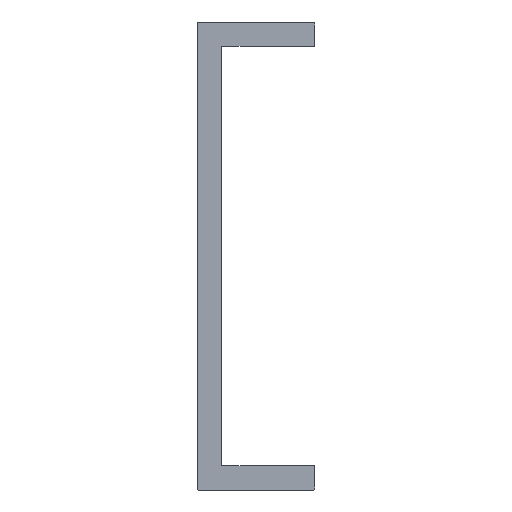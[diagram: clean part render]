
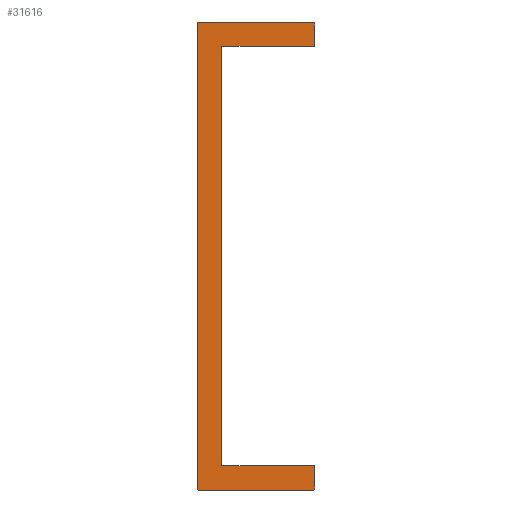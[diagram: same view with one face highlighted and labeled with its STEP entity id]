
A CAD part, front view. The second image highlights one B-rep face of the part: STEP entity #31616.
In plain terms, the highlighted planar face has unit normal (0, -1, 0).
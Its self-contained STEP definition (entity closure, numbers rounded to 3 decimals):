
#295 = VERTEX_POINT ( 'NONE', #29976 ) ;
#946 = DIRECTION ( 'NONE',  ( 0., 0., 1. ) ) ;
#978 = DIRECTION ( 'NONE',  ( 1., 0., 0. ) ) ;
#1236 = DIRECTION ( 'NONE',  ( 0., 0., -1. ) ) ;
#1285 = LINE ( 'NONE', #33187, #2965 ) ;
#1459 = AXIS2_PLACEMENT_3D ( 'NONE', #1992, #20718, #24016 ) ;
#1587 = ORIENTED_EDGE ( 'NONE', *, *, #16632, .F. ) ;
#1744 = ORIENTED_EDGE ( 'NONE', *, *, #12999, .F. ) ;
#1766 = DIRECTION ( 'NONE',  ( 0., 0., -1. ) ) ;
#1768 = LINE ( 'NONE', #22138, #27380 ) ;
#1992 = CARTESIAN_POINT ( 'NONE',  ( -12.1, 0., -45.4 ) ) ;
#2771 = EDGE_CURVE ( 'NONE', #3275, #33991, #29666, .T. ) ;
#2965 = VECTOR ( 'NONE', #978, 1000. ) ;
#3275 = VERTEX_POINT ( 'NONE', #9084 ) ;
#3367 = VERTEX_POINT ( 'NONE', #31464 ) ;
#3658 = LINE ( 'NONE', #30583, #28046 ) ;
#3694 = ORIENTED_EDGE ( 'NONE', *, *, #2771, .T. ) ;
#4872 = DIRECTION ( 'NONE',  ( 0., 0., -1. ) ) ;
#5341 = DIRECTION ( 'NONE',  ( 0., -1., 0. ) ) ;
#5682 = CARTESIAN_POINT ( 'NONE',  ( 0., 0., 0. ) ) ;
#5910 = CARTESIAN_POINT ( 'NONE',  ( -12.1, 0., 0.1 ) ) ;
#6113 = DIRECTION ( 'NONE',  ( 0., 0., -1. ) ) ;
#6490 = DIRECTION ( 'NONE',  ( -1., 0., 0. ) ) ;
#6629 = LINE ( 'NONE', #22565, #22580 ) ;
#7366 = EDGE_CURVE ( 'NONE', #19594, #14876, #11430, .T. ) ;
#8254 = ORIENTED_EDGE ( 'NONE', *, *, #33610, .T. ) ;
#8753 = EDGE_CURVE ( 'NONE', #3367, #295, #11337, .T. ) ;
#9084 = CARTESIAN_POINT ( 'NONE',  ( -12., 0., -43.1 ) ) ;
#9468 = EDGE_CURVE ( 'NONE', #28039, #26492, #13844, .T. ) ;
#9960 = CARTESIAN_POINT ( 'NONE',  ( -12.1, 0., -43.1 ) ) ;
#10019 = VERTEX_POINT ( 'NONE', #17143 ) ;
#10081 = EDGE_CURVE ( 'NONE', #3367, #11691, #1285, .T. ) ;
#10895 = ORIENTED_EDGE ( 'NONE', *, *, #14209, .F. ) ;
#11286 = ORIENTED_EDGE ( 'NONE', *, *, #15038, .F. ) ;
#11337 = CIRCLE ( 'NONE', #24092, 0.1 ) ;
#11339 = VERTEX_POINT ( 'NONE', #34171 ) ;
#11392 = ORIENTED_EDGE ( 'NONE', *, *, #10081, .F. ) ;
#11430 = CIRCLE ( 'NONE', #15821, 0.1 ) ;
#11481 = VECTOR ( 'NONE', #31219, 1000. ) ;
#11521 = CARTESIAN_POINT ( 'NONE',  ( -12.1, 0., 2.4 ) ) ;
#11691 = VERTEX_POINT ( 'NONE', #14141 ) ;
#12707 = CARTESIAN_POINT ( 'NONE',  ( -21.5, 0., -45.5 ) ) ;
#12999 = EDGE_CURVE ( 'NONE', #28039, #11339, #6629, .T. ) ;
#13386 = CARTESIAN_POINT ( 'NONE',  ( -23.9, 0., -45.4 ) ) ;
#13783 = DIRECTION ( 'NONE',  ( 0., 0., -1. ) ) ;
#13844 = CIRCLE ( 'NONE', #31617, 0.1 ) ;
#14141 = CARTESIAN_POINT ( 'NONE',  ( -12.1, 0., 2.5 ) ) ;
#14209 = EDGE_CURVE ( 'NONE', #11339, #21716, #3658, .T. ) ;
#14237 = DIRECTION ( 'NONE',  ( 0., -1., 0. ) ) ;
#14275 = CARTESIAN_POINT ( 'NONE',  ( -21.5, 0., -43. ) ) ;
#14422 = VECTOR ( 'NONE', #4872, 1000. ) ;
#14876 = VERTEX_POINT ( 'NONE', #28197 ) ;
#15038 = EDGE_CURVE ( 'NONE', #31434, #26492, #25053, .T. ) ;
#15073 = VERTEX_POINT ( 'NONE', #23553 ) ;
#15141 = DIRECTION ( 'NONE',  ( 0., -1., 0. ) ) ;
#15821 = AXIS2_PLACEMENT_3D ( 'NONE', #13386, #26818, #32127 ) ;
#16152 = DIRECTION ( 'NONE',  ( 0., -1., 0. ) ) ;
#16632 = EDGE_CURVE ( 'NONE', #15073, #14876, #24095, .T. ) ;
#17136 = EDGE_CURVE ( 'NONE', #31434, #11691, #21944, .T. ) ;
#17143 = CARTESIAN_POINT ( 'NONE',  ( -12., 0., -45.4 ) ) ;
#18171 = DIRECTION ( 'NONE',  ( 0., 0., -1. ) ) ;
#19191 = PLANE ( 'NONE',  #28435 ) ;
#19467 = VECTOR ( 'NONE', #28878, 1000. ) ;
#19594 = VERTEX_POINT ( 'NONE', #25014 ) ;
#20718 = DIRECTION ( 'NONE',  ( 0., -1., 0. ) ) ;
#21522 = LINE ( 'NONE', #28535, #14422 ) ;
#21567 = ORIENTED_EDGE ( 'NONE', *, *, #9468, .T. ) ;
#21716 = VERTEX_POINT ( 'NONE', #14275 ) ;
#21905 = EDGE_CURVE ( 'NONE', #21716, #33991, #31299, .T. ) ;
#21944 = CIRCLE ( 'NONE', #26956, 0.1 ) ;
#22009 = EDGE_CURVE ( 'NONE', #3275, #10019, #21522, .T. ) ;
#22138 = CARTESIAN_POINT ( 'NONE',  ( -24., 0., -45.5 ) ) ;
#22208 = DIRECTION ( 'NONE',  ( 0., 0., -1. ) ) ;
#22529 = ORIENTED_EDGE ( 'NONE', *, *, #23360, .F. ) ;
#22559 = DIRECTION ( 'NONE',  ( 0., -1., 0. ) ) ;
#22565 = CARTESIAN_POINT ( 'NONE',  ( -12., 0., 0. ) ) ;
#22580 = VECTOR ( 'NONE', #6490, 1000. ) ;
#22726 = CIRCLE ( 'NONE', #1459, 0.1 ) ;
#23360 = EDGE_CURVE ( 'NONE', #19594, #295, #1768, .T. ) ;
#23553 = CARTESIAN_POINT ( 'NONE',  ( -12.1, 0., -45.5 ) ) ;
#23845 = ORIENTED_EDGE ( 'NONE', *, *, #8753, .T. ) ;
#23997 = CARTESIAN_POINT ( 'NONE',  ( -12., 0., 2.4 ) ) ;
#24016 = DIRECTION ( 'NONE',  ( 0., 0., -1. ) ) ;
#24092 = AXIS2_PLACEMENT_3D ( 'NONE', #34638, #5341, #31707 ) ;
#24095 = LINE ( 'NONE', #12707, #11481 ) ;
#25014 = CARTESIAN_POINT ( 'NONE',  ( -24., 0., -45.4 ) ) ;
#25053 = LINE ( 'NONE', #26162, #26334 ) ;
#25168 = CARTESIAN_POINT ( 'NONE',  ( -12.1, 0., -43. ) ) ;
#25873 = FACE_OUTER_BOUND ( 'NONE', #27752, .T. ) ;
#26162 = CARTESIAN_POINT ( 'NONE',  ( -12., 0., 0. ) ) ;
#26334 = VECTOR ( 'NONE', #18171, 1000. ) ;
#26492 = VERTEX_POINT ( 'NONE', #32457 ) ;
#26818 = DIRECTION ( 'NONE',  ( 0., -1., 0. ) ) ;
#26956 = AXIS2_PLACEMENT_3D ( 'NONE', #11521, #14237, #1236 ) ;
#27380 = VECTOR ( 'NONE', #946, 1000. ) ;
#27752 = EDGE_LOOP ( 'NONE', ( #22529, #28173, #1587, #8254, #28135, #3694, #31629, #10895, #1744, #21567, #11286, #31193, #11392, #23845 ) ) ;
#28039 = VERTEX_POINT ( 'NONE', #29596 ) ;
#28046 = VECTOR ( 'NONE', #6113, 1000. ) ;
#28135 = ORIENTED_EDGE ( 'NONE', *, *, #22009, .F. ) ;
#28173 = ORIENTED_EDGE ( 'NONE', *, *, #7366, .T. ) ;
#28197 = CARTESIAN_POINT ( 'NONE',  ( -23.9, 0., -45.5 ) ) ;
#28435 = AXIS2_PLACEMENT_3D ( 'NONE', #5682, #16152, #13783 ) ;
#28535 = CARTESIAN_POINT ( 'NONE',  ( -12., 0., -43. ) ) ;
#28878 = DIRECTION ( 'NONE',  ( 1., 0., 0. ) ) ;
#29596 = CARTESIAN_POINT ( 'NONE',  ( -12.1, 0., 0. ) ) ;
#29666 = CIRCLE ( 'NONE', #30821, 0.1 ) ;
#29976 = CARTESIAN_POINT ( 'NONE',  ( -24., 0., 2.4 ) ) ;
#30583 = CARTESIAN_POINT ( 'NONE',  ( -21.5, 0., 0. ) ) ;
#30821 = AXIS2_PLACEMENT_3D ( 'NONE', #9960, #15141, #1766 ) ;
#31193 = ORIENTED_EDGE ( 'NONE', *, *, #17136, .T. ) ;
#31219 = DIRECTION ( 'NONE',  ( -1., 0., 0. ) ) ;
#31299 = LINE ( 'NONE', #31356, #19467 ) ;
#31356 = CARTESIAN_POINT ( 'NONE',  ( -12., 0., -43. ) ) ;
#31434 = VERTEX_POINT ( 'NONE', #23997 ) ;
#31464 = CARTESIAN_POINT ( 'NONE',  ( -23.9, 0., 2.5 ) ) ;
#31616 = ADVANCED_FACE ( 'NONE', ( #25873 ), #19191, .T. ) ;
#31617 = AXIS2_PLACEMENT_3D ( 'NONE', #5910, #22559, #22208 ) ;
#31629 = ORIENTED_EDGE ( 'NONE', *, *, #21905, .F. ) ;
#31707 = DIRECTION ( 'NONE',  ( 0., 0., -1. ) ) ;
#32127 = DIRECTION ( 'NONE',  ( 0., 0., -1. ) ) ;
#32457 = CARTESIAN_POINT ( 'NONE',  ( -12., 0., 0.1 ) ) ;
#33187 = CARTESIAN_POINT ( 'NONE',  ( 24., 0., 2.5 ) ) ;
#33610 = EDGE_CURVE ( 'NONE', #15073, #10019, #22726, .T. ) ;
#33991 = VERTEX_POINT ( 'NONE', #25168 ) ;
#34171 = CARTESIAN_POINT ( 'NONE',  ( -21.5, 0., 0. ) ) ;
#34638 = CARTESIAN_POINT ( 'NONE',  ( -23.9, 0., 2.4 ) ) ;
